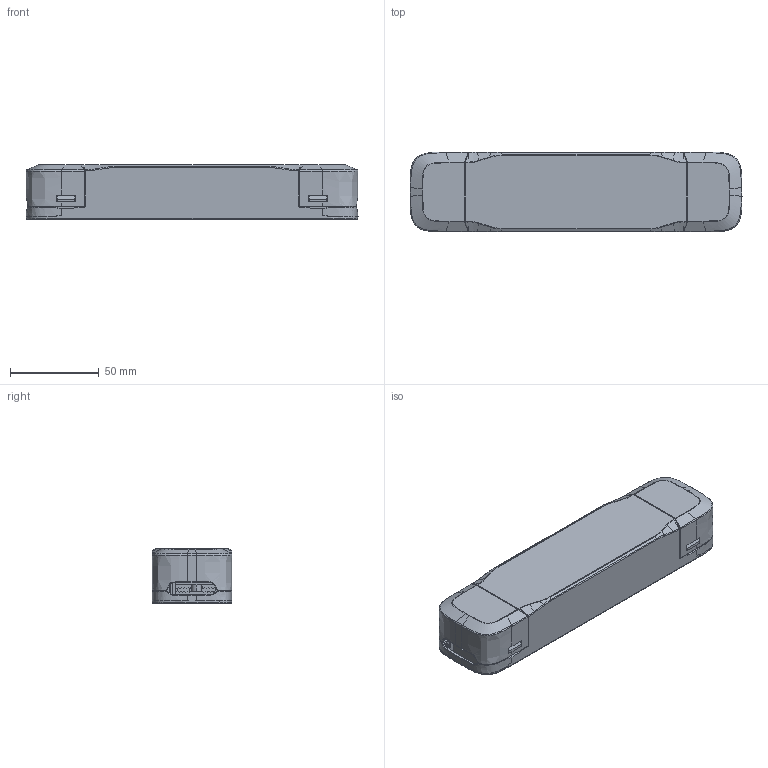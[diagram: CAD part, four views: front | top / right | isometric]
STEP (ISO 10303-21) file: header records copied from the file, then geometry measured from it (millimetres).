
FILE_DESCRIPTION(('Creo Elements/Direct Modeling STEP Export'),'2;1');
FILE_NAME('K101_LS-45-24 DALI2 LI.stp','2022-12-16T12:05:19',(''),(''),'Creo Elements/Direct Modeling STEP processor for AP214 (Solid Model)','Creo Elements/Direct Modeling 20.5 09-Apr-2022 (C) Parametric Technology GmbH','');
FILE_SCHEMA(('AUTOMOTIVE_DESIGN { 1 0 10303 214 1 1 1 1 }'));
Length unit declared in the file: millimetre
Products named in the file (5): case top; PCB; cap input; case bottom; K101_LS-45-24 DALI2 LI.stp
Assembly tree (5 placements, depth 2):
  K101_LS-45-24 DALI2 LI.stp
    cap input  x2
    case bottom
    PCB
    case top
Bounding box: 187 x 44.99 x 30.5 mm (x, y, z)
Volume: 59435 mm3; surface area: 91378.2 mm2
Topology: 5 solids, 40 shells, 1811 faces, 5045 edges, 3342 vertices
Faces by surface type: plane 1267, cylinder 349, bspline 119, extrusion 50, cone 16, torus 9, sphere 1
Entity records: 62601 total; most frequent: CARTESIAN_POINT 20412, ORIENTED_EDGE 9476, DIRECTION 7602, EDGE_CURVE 4738, VECTOR 3594, LINE 3554, VERTEX_POINT 3145, AXIS2_PLACEMENT_3D 2004
